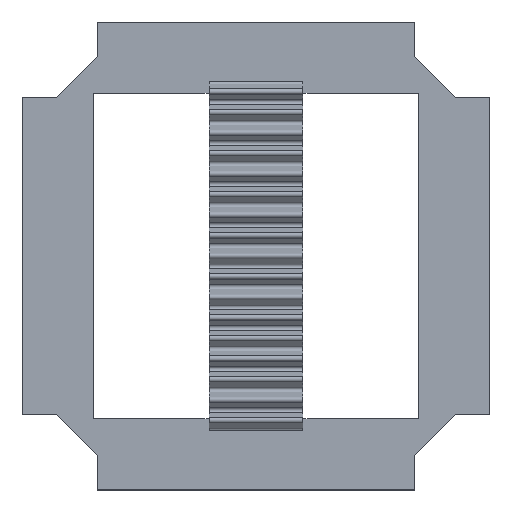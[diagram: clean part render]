
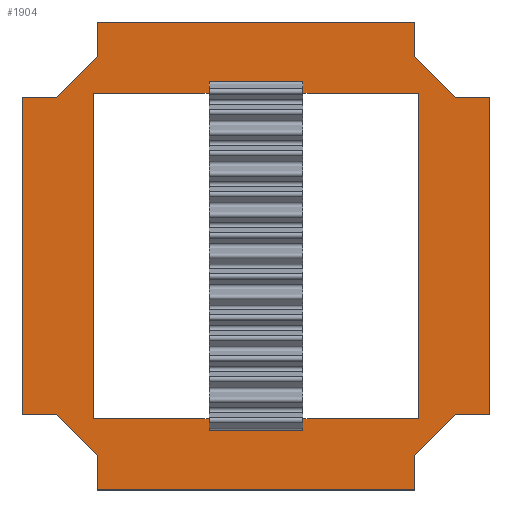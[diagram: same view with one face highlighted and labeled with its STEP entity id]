
A CAD part, top view. The second image highlights one B-rep face of the part: STEP entity #1904.
In plain terms, the highlighted planar face has unit normal (0, 0, 1).
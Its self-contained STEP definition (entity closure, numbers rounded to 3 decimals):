
#15=FACE_BOUND('',#244,.T.);
#54=PLANE('',#2089);
#148=FACE_OUTER_BOUND('',#243,.T.);
#243=EDGE_LOOP('',(#1655,#1656,#1657,#1658,#1659,#1660,#1661,#1662,#1663,
#1664,#1665,#1666,#1667,#1668,#1669,#1670));
#244=EDGE_LOOP('',(#1671,#1672,#1673,#1674,#1675,#1676,#1677,#1678,#1679,
#1680,#1681,#1682));
#277=LINE('',#2682,#489);
#282=LINE('',#2697,#494);
#286=LINE('',#2705,#498);
#351=LINE('',#2961,#563);
#355=LINE('',#2968,#567);
#357=LINE('',#2971,#569);
#419=LINE('',#3098,#631);
#420=LINE('',#3100,#632);
#421=LINE('',#3102,#633);
#422=LINE('',#3104,#634);
#423=LINE('',#3106,#635);
#424=LINE('',#3108,#636);
#425=LINE('',#3110,#637);
#426=LINE('',#3112,#638);
#427=LINE('',#3114,#639);
#428=LINE('',#3116,#640);
#429=LINE('',#3118,#641);
#430=LINE('',#3120,#642);
#431=LINE('',#3122,#643);
#432=LINE('',#3124,#644);
#433=LINE('',#3126,#645);
#434=LINE('',#3127,#646);
#435=LINE('',#3129,#647);
#436=LINE('',#3131,#648);
#437=LINE('',#3132,#649);
#438=LINE('',#3134,#650);
#439=LINE('',#3136,#651);
#440=LINE('',#3137,#652);
#489=VECTOR('',#2136,10.);
#494=VECTOR('',#2151,10.);
#498=VECTOR('',#2155,10.);
#563=VECTOR('',#2350,10.);
#567=VECTOR('',#2354,10.);
#569=VECTOR('',#2358,10.);
#631=VECTOR('',#2546,10.);
#632=VECTOR('',#2547,10.);
#633=VECTOR('',#2548,10.);
#634=VECTOR('',#2549,10.);
#635=VECTOR('',#2550,10.);
#636=VECTOR('',#2551,10.);
#637=VECTOR('',#2552,10.);
#638=VECTOR('',#2553,10.);
#639=VECTOR('',#2554,10.);
#640=VECTOR('',#2555,10.);
#641=VECTOR('',#2556,10.);
#642=VECTOR('',#2557,10.);
#643=VECTOR('',#2558,10.);
#644=VECTOR('',#2559,10.);
#645=VECTOR('',#2560,10.);
#646=VECTOR('',#2561,10.);
#647=VECTOR('',#2562,10.);
#648=VECTOR('',#2563,10.);
#649=VECTOR('',#2564,10.);
#650=VECTOR('',#2565,10.);
#651=VECTOR('',#2566,10.);
#652=VECTOR('',#2567,10.);
#771=VERTEX_POINT('',#2675);
#774=VERTEX_POINT('',#2680);
#779=VERTEX_POINT('',#2696);
#782=VERTEX_POINT('',#2702);
#783=VERTEX_POINT('',#2704);
#908=VERTEX_POINT('',#2958);
#909=VERTEX_POINT('',#2960);
#912=VERTEX_POINT('',#2966);
#913=VERTEX_POINT('',#3096);
#914=VERTEX_POINT('',#3097);
#915=VERTEX_POINT('',#3099);
#916=VERTEX_POINT('',#3101);
#917=VERTEX_POINT('',#3103);
#918=VERTEX_POINT('',#3105);
#919=VERTEX_POINT('',#3107);
#920=VERTEX_POINT('',#3109);
#921=VERTEX_POINT('',#3111);
#922=VERTEX_POINT('',#3113);
#923=VERTEX_POINT('',#3115);
#924=VERTEX_POINT('',#3117);
#925=VERTEX_POINT('',#3119);
#926=VERTEX_POINT('',#3121);
#927=VERTEX_POINT('',#3123);
#928=VERTEX_POINT('',#3125);
#929=VERTEX_POINT('',#3128);
#930=VERTEX_POINT('',#3130);
#931=VERTEX_POINT('',#3133);
#932=VERTEX_POINT('',#3135);
#963=EDGE_CURVE('',#774,#771,#277,.T.);
#970=EDGE_CURVE('',#779,#771,#282,.T.);
#974=EDGE_CURVE('',#783,#782,#286,.T.);
#1103=EDGE_CURVE('',#909,#908,#351,.T.);
#1107=EDGE_CURVE('',#774,#912,#355,.T.);
#1109=EDGE_CURVE('',#783,#908,#357,.T.);
#1171=EDGE_CURVE('',#913,#914,#419,.T.);
#1172=EDGE_CURVE('',#914,#915,#420,.T.);
#1173=EDGE_CURVE('',#915,#916,#421,.T.);
#1174=EDGE_CURVE('',#916,#917,#422,.T.);
#1175=EDGE_CURVE('',#917,#918,#423,.T.);
#1176=EDGE_CURVE('',#918,#919,#424,.T.);
#1177=EDGE_CURVE('',#919,#920,#425,.T.);
#1178=EDGE_CURVE('',#920,#921,#426,.T.);
#1179=EDGE_CURVE('',#921,#922,#427,.T.);
#1180=EDGE_CURVE('',#922,#923,#428,.T.);
#1181=EDGE_CURVE('',#923,#924,#429,.T.);
#1182=EDGE_CURVE('',#924,#925,#430,.T.);
#1183=EDGE_CURVE('',#925,#926,#431,.T.);
#1184=EDGE_CURVE('',#926,#927,#432,.T.);
#1185=EDGE_CURVE('',#927,#928,#433,.T.);
#1186=EDGE_CURVE('',#928,#913,#434,.T.);
#1187=EDGE_CURVE('',#912,#929,#435,.T.);
#1188=EDGE_CURVE('',#929,#930,#436,.T.);
#1189=EDGE_CURVE('',#930,#909,#437,.T.);
#1190=EDGE_CURVE('',#782,#931,#438,.T.);
#1191=EDGE_CURVE('',#931,#932,#439,.T.);
#1192=EDGE_CURVE('',#932,#779,#440,.T.);
#1655=ORIENTED_EDGE('',*,*,#1171,.T.);
#1656=ORIENTED_EDGE('',*,*,#1172,.T.);
#1657=ORIENTED_EDGE('',*,*,#1173,.T.);
#1658=ORIENTED_EDGE('',*,*,#1174,.T.);
#1659=ORIENTED_EDGE('',*,*,#1175,.T.);
#1660=ORIENTED_EDGE('',*,*,#1176,.T.);
#1661=ORIENTED_EDGE('',*,*,#1177,.T.);
#1662=ORIENTED_EDGE('',*,*,#1178,.T.);
#1663=ORIENTED_EDGE('',*,*,#1179,.T.);
#1664=ORIENTED_EDGE('',*,*,#1180,.T.);
#1665=ORIENTED_EDGE('',*,*,#1181,.T.);
#1666=ORIENTED_EDGE('',*,*,#1182,.T.);
#1667=ORIENTED_EDGE('',*,*,#1183,.T.);
#1668=ORIENTED_EDGE('',*,*,#1184,.T.);
#1669=ORIENTED_EDGE('',*,*,#1185,.T.);
#1670=ORIENTED_EDGE('',*,*,#1186,.T.);
#1671=ORIENTED_EDGE('',*,*,#1107,.T.);
#1672=ORIENTED_EDGE('',*,*,#1187,.T.);
#1673=ORIENTED_EDGE('',*,*,#1188,.T.);
#1674=ORIENTED_EDGE('',*,*,#1189,.T.);
#1675=ORIENTED_EDGE('',*,*,#1103,.T.);
#1676=ORIENTED_EDGE('',*,*,#1109,.F.);
#1677=ORIENTED_EDGE('',*,*,#974,.T.);
#1678=ORIENTED_EDGE('',*,*,#1190,.T.);
#1679=ORIENTED_EDGE('',*,*,#1191,.T.);
#1680=ORIENTED_EDGE('',*,*,#1192,.T.);
#1681=ORIENTED_EDGE('',*,*,#970,.T.);
#1682=ORIENTED_EDGE('',*,*,#963,.F.);
#1904=ADVANCED_FACE('',(#148,#15),#54,.T.);
#2089=AXIS2_PLACEMENT_3D('',#3095,#2544,#2545);
#2136=DIRECTION('',(-1.,0.,0.));
#2151=DIRECTION('',(0.,1.,0.));
#2155=DIRECTION('',(0.,1.,0.));
#2350=DIRECTION('',(0.,-1.,0.));
#2354=DIRECTION('',(0.,-1.,0.));
#2358=DIRECTION('',(1.,0.,0.));
#2544=DIRECTION('center_axis',(0.,0.,1.));
#2545=DIRECTION('ref_axis',(1.,0.,0.));
#2546=DIRECTION('',(-1.,0.,0.));
#2547=DIRECTION('',(0.,-1.,0.));
#2548=DIRECTION('',(-0.707,-0.707,0.));
#2549=DIRECTION('',(-1.,0.,0.));
#2550=DIRECTION('',(0.,-1.,0.));
#2551=DIRECTION('',(1.,0.,0.));
#2552=DIRECTION('',(0.707,-0.707,0.));
#2553=DIRECTION('',(0.,-1.,0.));
#2554=DIRECTION('',(1.,0.,0.));
#2555=DIRECTION('',(0.,1.,0.));
#2556=DIRECTION('',(0.707,0.707,0.));
#2557=DIRECTION('',(1.,0.,0.));
#2558=DIRECTION('',(0.,1.,0.));
#2559=DIRECTION('',(-1.,0.,0.));
#2560=DIRECTION('',(-0.707,0.707,0.));
#2561=DIRECTION('',(0.,1.,0.));
#2562=DIRECTION('',(1.,0.,0.));
#2563=DIRECTION('',(0.,-1.,0.));
#2564=DIRECTION('',(-1.,0.,0.));
#2565=DIRECTION('',(-1.,0.,0.));
#2566=DIRECTION('',(0.,1.,0.));
#2567=DIRECTION('',(1.,0.,0.));
#2675=CARTESIAN_POINT('',(-5.,18.582,2.5));
#2680=CARTESIAN_POINT('',(5.,18.582,2.5));
#2682=CARTESIAN_POINT('',(2.5,18.582,2.5));
#2696=CARTESIAN_POINT('',(-5.,17.324,2.5));
#2697=CARTESIAN_POINT('',(-5.,8.744,2.5));
#2702=CARTESIAN_POINT('',(-5.,-17.324,2.5));
#2704=CARTESIAN_POINT('',(-5.,-18.582,2.5));
#2705=CARTESIAN_POINT('',(-5.,-8.744,2.5));
#2958=CARTESIAN_POINT('',(5.,-18.582,2.5));
#2960=CARTESIAN_POINT('',(5.,-17.324,2.5));
#2961=CARTESIAN_POINT('',(5.,-8.744,2.5));
#2966=CARTESIAN_POINT('',(5.,17.324,2.5));
#2968=CARTESIAN_POINT('',(5.,8.744,2.5));
#2971=CARTESIAN_POINT('',(2.5,-18.582,2.5));
#3095=CARTESIAN_POINT('Origin',(0.,0.,2.5));
#3096=CARTESIAN_POINT('',(16.9,24.904,2.5));
#3097=CARTESIAN_POINT('',(-16.9,24.904,2.5));
#3098=CARTESIAN_POINT('',(0.,24.904,2.5));
#3099=CARTESIAN_POINT('',(-16.9,21.284,2.5));
#3100=CARTESIAN_POINT('',(-16.9,21.284,2.5));
#3101=CARTESIAN_POINT('',(-21.284,16.9,2.5));
#3102=CARTESIAN_POINT('',(-19.092,19.092,2.5));
#3103=CARTESIAN_POINT('',(-24.904,16.9,2.5));
#3104=CARTESIAN_POINT('',(-24.904,16.9,2.5));
#3105=CARTESIAN_POINT('',(-24.904,-16.9,2.5));
#3106=CARTESIAN_POINT('',(-24.904,0.,2.5));
#3107=CARTESIAN_POINT('',(-21.284,-16.9,2.5));
#3108=CARTESIAN_POINT('',(-21.284,-16.9,2.5));
#3109=CARTESIAN_POINT('',(-16.9,-21.284,2.5));
#3110=CARTESIAN_POINT('',(-19.092,-19.092,2.5));
#3111=CARTESIAN_POINT('',(-16.9,-24.904,2.5));
#3112=CARTESIAN_POINT('',(-16.9,-24.904,2.5));
#3113=CARTESIAN_POINT('',(16.9,-24.904,2.5));
#3114=CARTESIAN_POINT('',(0.,-24.904,2.5));
#3115=CARTESIAN_POINT('',(16.9,-21.284,2.5));
#3116=CARTESIAN_POINT('',(16.9,-21.284,2.5));
#3117=CARTESIAN_POINT('',(21.284,-16.9,2.5));
#3118=CARTESIAN_POINT('',(19.092,-19.092,2.5));
#3119=CARTESIAN_POINT('',(24.904,-16.9,2.5));
#3120=CARTESIAN_POINT('',(24.904,-16.9,2.5));
#3121=CARTESIAN_POINT('',(24.904,16.9,2.5));
#3122=CARTESIAN_POINT('',(24.904,0.,2.5));
#3123=CARTESIAN_POINT('',(21.284,16.9,2.5));
#3124=CARTESIAN_POINT('',(21.284,16.9,2.5));
#3125=CARTESIAN_POINT('',(16.9,21.284,2.5));
#3126=CARTESIAN_POINT('',(19.092,19.092,2.5));
#3127=CARTESIAN_POINT('',(16.9,24.904,2.5));
#3128=CARTESIAN_POINT('',(17.324,17.324,2.5));
#3129=CARTESIAN_POINT('',(8.662,17.324,2.5));
#3130=CARTESIAN_POINT('',(17.324,-17.324,2.5));
#3131=CARTESIAN_POINT('',(17.324,-8.662,2.5));
#3132=CARTESIAN_POINT('',(2.5,-17.324,2.5));
#3133=CARTESIAN_POINT('',(-17.324,-17.324,2.5));
#3134=CARTESIAN_POINT('',(-8.662,-17.324,2.5));
#3135=CARTESIAN_POINT('',(-17.324,17.324,2.5));
#3136=CARTESIAN_POINT('',(-17.324,8.662,2.5));
#3137=CARTESIAN_POINT('',(-2.5,17.324,2.5));
